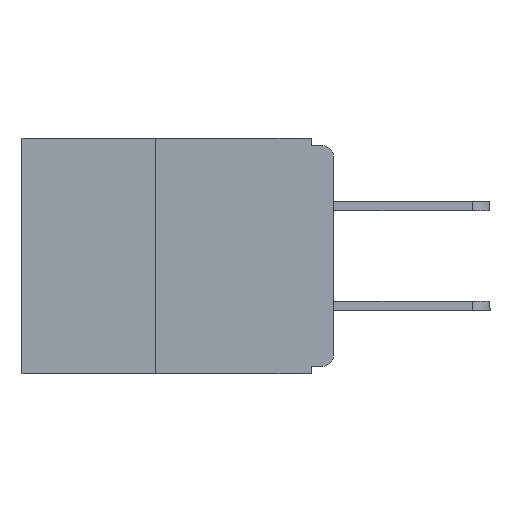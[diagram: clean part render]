
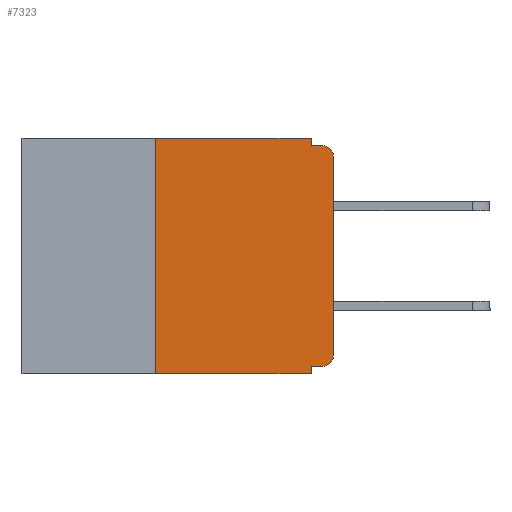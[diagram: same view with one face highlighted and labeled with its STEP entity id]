
A CAD part, left-side view. The second image highlights one B-rep face of the part: STEP entity #7323.
In plain terms, the highlighted planar face has unit normal (-1, 0, 0).
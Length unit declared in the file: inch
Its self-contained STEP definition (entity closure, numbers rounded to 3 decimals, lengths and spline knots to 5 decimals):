
#21 = LINE ( 'NONE', #707, #8879 ) ;
#39 = CARTESIAN_POINT ( 'NONE',  ( 0., 0., -0.305 ) ) ;
#232 = VERTEX_POINT ( 'NONE', #10984 ) ;
#351 = ORIENTED_EDGE ( 'NONE', *, *, #7824, .F. ) ;
#480 = AXIS2_PLACEMENT_3D ( 'NONE', #7215, #2834, #10519 ) ;
#483 = VECTOR ( 'NONE', #11408, 39.37008 ) ;
#519 = EDGE_CURVE ( 'NONE', #11798, #10485, #3126, .T. ) ;
#707 = CARTESIAN_POINT ( 'NONE',  ( 0., 0., -0.32 ) ) ;
#999 = CARTESIAN_POINT ( 'NONE',  ( 0., 0.031, -0.32 ) ) ;
#1029 = CARTESIAN_POINT ( 'NONE',  ( 0., 0.25, -0.33 ) ) ;
#1265 = EDGE_CURVE ( 'NONE', #13138, #3952, #10204, .T. ) ;
#1724 = CARTESIAN_POINT ( 'NONE',  ( 0., 0.031, -0.33 ) ) ;
#1835 = VERTEX_POINT ( 'NONE', #13638 ) ;
#2017 = CARTESIAN_POINT ( 'NONE',  ( 0., 0., -0.01 ) ) ;
#2261 = ORIENTED_EDGE ( 'NONE', *, *, #5021, .T. ) ;
#2319 = EDGE_CURVE ( 'NONE', #2520, #3234, #11400, .T. ) ;
#2374 = ORIENTED_EDGE ( 'NONE', *, *, #9393, .F. ) ;
#2404 = VECTOR ( 'NONE', #9745, 39.37008 ) ;
#2434 = CARTESIAN_POINT ( 'NONE',  ( 0., 0.015, -0.305 ) ) ;
#2478 = EDGE_CURVE ( 'NONE', #10485, #12462, #8995, .T. ) ;
#2520 = VERTEX_POINT ( 'NONE', #3151 ) ;
#2770 = DIRECTION ( 'NONE',  ( 0., -1., 0. ) ) ;
#2834 = DIRECTION ( 'NONE',  ( 1., 0., 0. ) ) ;
#3126 = LINE ( 'NONE', #9717, #2404 ) ;
#3151 = CARTESIAN_POINT ( 'NONE',  ( 0., 0.25, -0.33 ) ) ;
#3234 = VERTEX_POINT ( 'NONE', #4487 ) ;
#3483 = AXIS2_PLACEMENT_3D ( 'NONE', #2434, #11744, #11494 ) ;
#3603 = AXIS2_PLACEMENT_3D ( 'NONE', #11716, #5159, #12831 ) ;
#3942 = LINE ( 'NONE', #8284, #6551 ) ;
#3952 = VERTEX_POINT ( 'NONE', #39 ) ;
#4190 = CARTESIAN_POINT ( 'NONE',  ( 0., 0., 0. ) ) ;
#4291 = ORIENTED_EDGE ( 'NONE', *, *, #10695, .T. ) ;
#4416 = DIRECTION ( 'NONE',  ( 0., 0., 1. ) ) ;
#4487 = CARTESIAN_POINT ( 'NONE',  ( 0., 0.031, -0.33 ) ) ;
#4659 = ORIENTED_EDGE ( 'NONE', *, *, #2319, .T. ) ;
#4774 = LINE ( 'NONE', #1724, #13192 ) ;
#5021 = EDGE_CURVE ( 'NONE', #1835, #12462, #7028, .T. ) ;
#5151 = DIRECTION ( 'NONE',  ( 0., -1., 0. ) ) ;
#5159 = DIRECTION ( 'NONE',  ( -1., 0., 0. ) ) ;
#5199 = VERTEX_POINT ( 'NONE', #999 ) ;
#5518 = EDGE_LOOP ( 'NONE', ( #4291, #2261, #8183, #7261, #351, #6160, #4659, #13320, #2374, #10850 ) ) ;
#6160 = ORIENTED_EDGE ( 'NONE', *, *, #8978, .F. ) ;
#6551 = VECTOR ( 'NONE', #2770, 39.37008 ) ;
#7028 = CIRCLE ( 'NONE', #3603, 0.015 ) ;
#7215 = CARTESIAN_POINT ( 'NONE',  ( 0., 0.437, 0. ) ) ;
#7258 = PLANE ( 'NONE',  #480 ) ;
#7261 = ORIENTED_EDGE ( 'NONE', *, *, #519, .F. ) ;
#7323 = ADVANCED_FACE ( 'NONE', ( #12424 ), #7258, .F. ) ;
#7379 = DIRECTION ( 'NONE',  ( 0., 0., 1. ) ) ;
#7824 = EDGE_CURVE ( 'NONE', #232, #11798, #3942, .T. ) ;
#8146 = VECTOR ( 'NONE', #5151, 39.37008 ) ;
#8183 = ORIENTED_EDGE ( 'NONE', *, *, #2478, .F. ) ;
#8284 = CARTESIAN_POINT ( 'NONE',  ( 0., 0.437, 0. ) ) ;
#8545 = LINE ( 'NONE', #1029, #14058 ) ;
#8609 = LINE ( 'NONE', #4190, #12568 ) ;
#8879 = VECTOR ( 'NONE', #10648, 39.37008 ) ;
#8978 = EDGE_CURVE ( 'NONE', #2520, #232, #8545, .T. ) ;
#8995 = LINE ( 'NONE', #2017, #483 ) ;
#9391 = CARTESIAN_POINT ( 'NONE',  ( 0., 0.015, -0.01 ) ) ;
#9393 = EDGE_CURVE ( 'NONE', #13138, #5199, #21, .T. ) ;
#9717 = CARTESIAN_POINT ( 'NONE',  ( 0., 0.031, 0. ) ) ;
#9745 = DIRECTION ( 'NONE',  ( 0., 0., -1. ) ) ;
#9958 = EDGE_CURVE ( 'NONE', #5199, #3234, #4774, .T. ) ;
#10204 = CIRCLE ( 'NONE', #3483, 0.015 ) ;
#10398 = CARTESIAN_POINT ( 'NONE',  ( 0., 0.031, -0.01 ) ) ;
#10485 = VERTEX_POINT ( 'NONE', #10398 ) ;
#10519 = DIRECTION ( 'NONE',  ( 0., 0., -1. ) ) ;
#10533 = DIRECTION ( 'NONE',  ( 0., 0., -1. ) ) ;
#10648 = DIRECTION ( 'NONE',  ( 0., 1., 0. ) ) ;
#10695 = EDGE_CURVE ( 'NONE', #3952, #1835, #8609, .T. ) ;
#10850 = ORIENTED_EDGE ( 'NONE', *, *, #1265, .T. ) ;
#10984 = CARTESIAN_POINT ( 'NONE',  ( 0., 0.25, 0. ) ) ;
#11400 = LINE ( 'NONE', #12096, #8146 ) ;
#11408 = DIRECTION ( 'NONE',  ( 0., -1., 0. ) ) ;
#11494 = DIRECTION ( 'NONE',  ( 0., 0., -1. ) ) ;
#11716 = CARTESIAN_POINT ( 'NONE',  ( 0., 0.015, -0.025 ) ) ;
#11744 = DIRECTION ( 'NONE',  ( -1., 0., 0. ) ) ;
#11798 = VERTEX_POINT ( 'NONE', #13724 ) ;
#12096 = CARTESIAN_POINT ( 'NONE',  ( 0., 0.437, -0.33 ) ) ;
#12165 = CARTESIAN_POINT ( 'NONE',  ( 0., 0.015, -0.32 ) ) ;
#12424 = FACE_OUTER_BOUND ( 'NONE', #5518, .T. ) ;
#12462 = VERTEX_POINT ( 'NONE', #9391 ) ;
#12568 = VECTOR ( 'NONE', #7379, 39.37008 ) ;
#12831 = DIRECTION ( 'NONE',  ( 0., 0., -1. ) ) ;
#13138 = VERTEX_POINT ( 'NONE', #12165 ) ;
#13192 = VECTOR ( 'NONE', #10533, 39.37008 ) ;
#13320 = ORIENTED_EDGE ( 'NONE', *, *, #9958, .F. ) ;
#13638 = CARTESIAN_POINT ( 'NONE',  ( 0., 0., -0.025 ) ) ;
#13724 = CARTESIAN_POINT ( 'NONE',  ( 0., 0.031, 0. ) ) ;
#14058 = VECTOR ( 'NONE', #4416, 39.37008 ) ;
